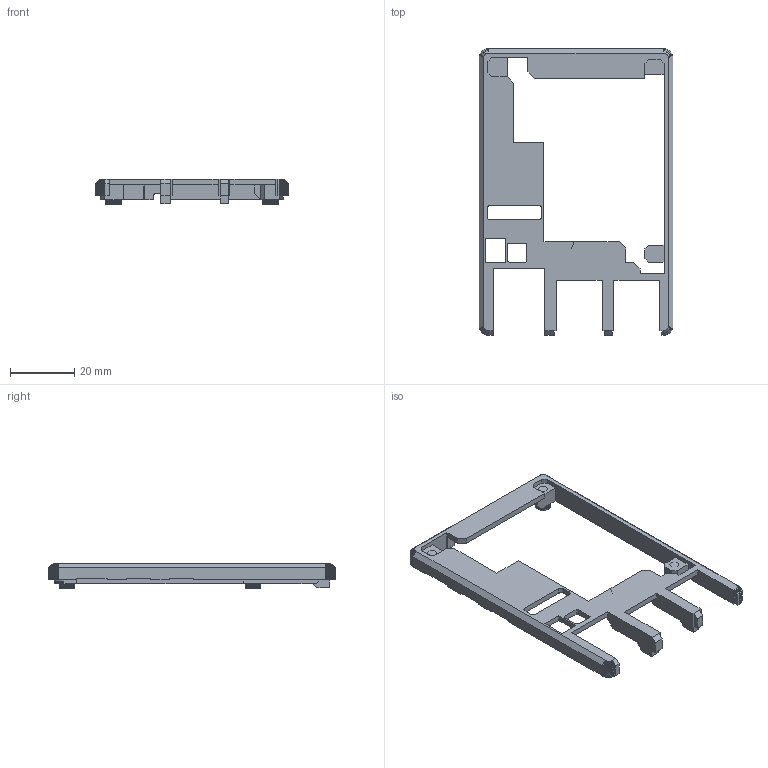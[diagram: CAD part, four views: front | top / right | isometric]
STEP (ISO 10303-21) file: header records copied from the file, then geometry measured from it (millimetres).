
FILE_DESCRIPTION(('STEP AP242'), '1');
FILE_NAME('pi5-case-lid', '', ('UNSPECIFIED'), ('UNSPECIFIED'), 'C3D Converter', 'C3D Toolkit', '');
FILE_SCHEMA(('AP242_MANAGED_MODEL_BASED_3D_ENGINEERING_MIM_LF { 1 0 10303 442 1 1 4 }'));
Length unit declared in the file: millimetre
Bounding box: 60.6 x 89.6 x 8 mm (x, y, z)
Volume: 6929.6 mm3; surface area: 8201.6 mm2
Topology: 1 solids, 1 shells, 785 faces, 1978 edges, 1201 vertices
Faces by surface type: plane 773, cylinder 12
Entity records: 28804 total; most frequent: CARTESIAN_POINT 4009, ORIENTED_EDGE 3956, DIRECTION 3574, EDGE_CURVE 1978, LINE 1954, VECTOR 1954, VERTEX_POINT 1242, AXIS2_PLACEMENT_3D 810
